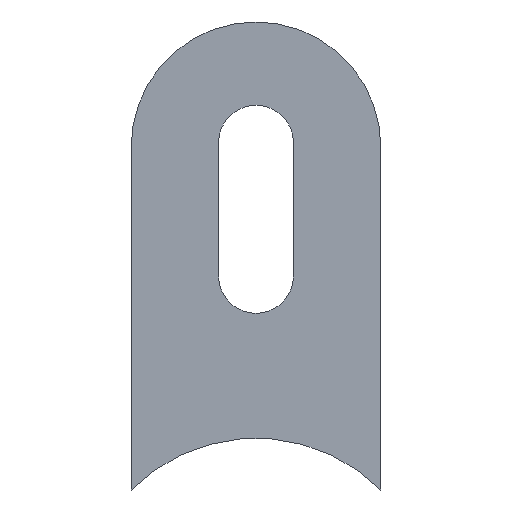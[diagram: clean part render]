
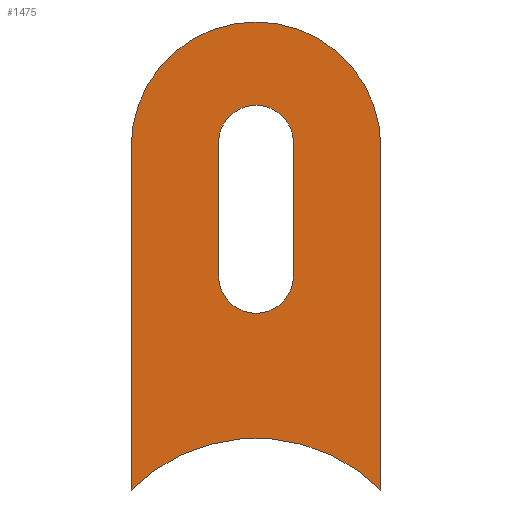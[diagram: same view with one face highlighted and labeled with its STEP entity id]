
A CAD part, left-side view. The second image highlights one B-rep face of the part: STEP entity #1475.
In plain terms, the highlighted planar face has unit normal (-1, 0, 0).
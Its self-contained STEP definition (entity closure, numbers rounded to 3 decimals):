
#95 = CARTESIAN_POINT ( 'NONE',  ( -3., -4.5, 35.5 ) ) ;
#184 = CARTESIAN_POINT ( 'NONE',  ( -3., 15., -6.219 ) ) ;
#419 = CARTESIAN_POINT ( 'NONE',  ( -3., 4.5, 35.5 ) ) ;
#505 = AXIS2_PLACEMENT_3D ( 'NONE', #3996, #5084, #6131 ) ;
#507 = VERTEX_POINT ( 'NONE', #2867 ) ;
#889 = CARTESIAN_POINT ( 'NONE',  ( -3., 0., -21.2 ) ) ;
#950 = DIRECTION ( 'NONE',  ( 0., 0., -1. ) ) ;
#1076 = CIRCLE ( 'NONE', #6336, 4.5 ) ;
#1148 = ORIENTED_EDGE ( 'NONE', *, *, #4006, .T. ) ;
#1378 = CARTESIAN_POINT ( 'NONE',  ( -3., 0., 19.5 ) ) ;
#1432 = CIRCLE ( 'NONE', #505, 15. ) ;
#1475 = ADVANCED_FACE ( 'NONE', ( #1616, #2677 ), #10307, .T. ) ;
#1477 = CARTESIAN_POINT ( 'NONE',  ( -3., 0., 35. ) ) ;
#1532 = VECTOR ( 'NONE', #8201, 1000. ) ;
#1616 = FACE_OUTER_BOUND ( 'NONE', #5745, .T. ) ;
#1673 = AXIS2_PLACEMENT_3D ( 'NONE', #1378, #7347, #5272 ) ;
#1687 = ORIENTED_EDGE ( 'NONE', *, *, #1734, .T. ) ;
#1734 = EDGE_CURVE ( 'NONE', #2646, #1763, #4502, .T. ) ;
#1763 = VERTEX_POINT ( 'NONE', #184 ) ;
#1875 = CARTESIAN_POINT ( 'NONE',  ( -3., -15., -6.219 ) ) ;
#1994 = DIRECTION ( 'NONE',  ( 1., 0., 0. ) ) ;
#2075 = CARTESIAN_POINT ( 'NONE',  ( -3., -15., 0. ) ) ;
#2101 = ORIENTED_EDGE ( 'NONE', *, *, #5179, .T. ) ;
#2519 = VERTEX_POINT ( 'NONE', #12357 ) ;
#2524 = VECTOR ( 'NONE', #12055, 1000. ) ;
#2646 = VERTEX_POINT ( 'NONE', #5896 ) ;
#2677 = FACE_BOUND ( 'NONE', #9515, .T. ) ;
#2867 = CARTESIAN_POINT ( 'NONE',  ( -3., -4.5, 19.5 ) ) ;
#3067 = VERTEX_POINT ( 'NONE', #4302 ) ;
#3996 = CARTESIAN_POINT ( 'NONE',  ( -3., 0., 35. ) ) ;
#4006 = EDGE_CURVE ( 'NONE', #2519, #11500, #7477, .T. ) ;
#4260 = CIRCLE ( 'NONE', #1673, 4.5 ) ;
#4302 = CARTESIAN_POINT ( 'NONE',  ( -3., 0., 15. ) ) ;
#4336 = ORIENTED_EDGE ( 'NONE', *, *, #11513, .T. ) ;
#4426 = EDGE_CURVE ( 'NONE', #11500, #8781, #7633, .T. ) ;
#4502 = LINE ( 'NONE', #11899, #9373 ) ;
#4818 = CIRCLE ( 'NONE', #11816, 15. ) ;
#4914 = EDGE_CURVE ( 'NONE', #3067, #2519, #1076, .T. ) ;
#5084 = DIRECTION ( 'NONE',  ( -1., 0., 0. ) ) ;
#5179 = EDGE_CURVE ( 'NONE', #1763, #7652, #11715, .T. ) ;
#5272 = DIRECTION ( 'NONE',  ( 0., 0., -1. ) ) ;
#5745 = EDGE_LOOP ( 'NONE', ( #2101, #9211, #4336, #9082, #1687 ) ) ;
#5754 = DIRECTION ( 'NONE',  ( 0., 0., -1. ) ) ;
#5896 = CARTESIAN_POINT ( 'NONE',  ( -3., 15., 35. ) ) ;
#5920 = AXIS2_PLACEMENT_3D ( 'NONE', #889, #11590, #5754 ) ;
#6078 = DIRECTION ( 'NONE',  ( 0., 0., -1. ) ) ;
#6131 = DIRECTION ( 'NONE',  ( 0., 0., 1. ) ) ;
#6303 = CARTESIAN_POINT ( 'NONE',  ( -3., 0., 35. ) ) ;
#6336 = AXIS2_PLACEMENT_3D ( 'NONE', #9608, #11533, #950 ) ;
#6539 = VERTEX_POINT ( 'NONE', #9618 ) ;
#6646 = VECTOR ( 'NONE', #6771, 1000. ) ;
#6771 = DIRECTION ( 'NONE',  ( 0., 0., 1. ) ) ;
#6842 = EDGE_CURVE ( 'NONE', #507, #3067, #4260, .T. ) ;
#7294 = ORIENTED_EDGE ( 'NONE', *, *, #4426, .T. ) ;
#7330 = ORIENTED_EDGE ( 'NONE', *, *, #10205, .T. ) ;
#7347 = DIRECTION ( 'NONE',  ( 1., 0., 0. ) ) ;
#7477 = LINE ( 'NONE', #419, #1532 ) ;
#7633 = CIRCLE ( 'NONE', #11852, 4.5 ) ;
#7652 = VERTEX_POINT ( 'NONE', #1875 ) ;
#7755 = CARTESIAN_POINT ( 'NONE',  ( -3., 4.5, 35.5 ) ) ;
#7828 = ORIENTED_EDGE ( 'NONE', *, *, #6842, .T. ) ;
#7849 = CARTESIAN_POINT ( 'NONE',  ( -3., 0., 35.5 ) ) ;
#8015 = ORIENTED_EDGE ( 'NONE', *, *, #4914, .T. ) ;
#8201 = DIRECTION ( 'NONE',  ( 0., 0., 1. ) ) ;
#8266 = DIRECTION ( 'NONE',  ( 0., 0., 1. ) ) ;
#8306 = DIRECTION ( 'NONE',  ( -1., 0., 0. ) ) ;
#8781 = VERTEX_POINT ( 'NONE', #95 ) ;
#8833 = DIRECTION ( 'NONE',  ( 0., 0., -1. ) ) ;
#9082 = ORIENTED_EDGE ( 'NONE', *, *, #11666, .T. ) ;
#9211 = ORIENTED_EDGE ( 'NONE', *, *, #9660, .T. ) ;
#9328 = DIRECTION ( 'NONE',  ( 0., 0., 1. ) ) ;
#9373 = VECTOR ( 'NONE', #6078, 1000. ) ;
#9515 = EDGE_LOOP ( 'NONE', ( #7294, #7330, #7828, #8015, #1148 ) ) ;
#9552 = LINE ( 'NONE', #11082, #2524 ) ;
#9608 = CARTESIAN_POINT ( 'NONE',  ( -3., 0., 19.5 ) ) ;
#9618 = CARTESIAN_POINT ( 'NONE',  ( -3., -15., 35. ) ) ;
#9660 = EDGE_CURVE ( 'NONE', #7652, #6539, #10309, .T. ) ;
#9944 = CARTESIAN_POINT ( 'NONE',  ( -3., 0., 50. ) ) ;
#10140 = DIRECTION ( 'NONE',  ( -1., 0., 0. ) ) ;
#10205 = EDGE_CURVE ( 'NONE', #8781, #507, #9552, .T. ) ;
#10307 = PLANE ( 'NONE',  #10944 ) ;
#10309 = LINE ( 'NONE', #2075, #6646 ) ;
#10425 = VERTEX_POINT ( 'NONE', #9944 ) ;
#10944 = AXIS2_PLACEMENT_3D ( 'NONE', #1477, #8306, #9328 ) ;
#11082 = CARTESIAN_POINT ( 'NONE',  ( -3., -4.5, 35.5 ) ) ;
#11500 = VERTEX_POINT ( 'NONE', #7755 ) ;
#11513 = EDGE_CURVE ( 'NONE', #6539, #10425, #1432, .T. ) ;
#11533 = DIRECTION ( 'NONE',  ( 1., 0., 0. ) ) ;
#11590 = DIRECTION ( 'NONE',  ( 1., 0., 0. ) ) ;
#11666 = EDGE_CURVE ( 'NONE', #10425, #2646, #4818, .T. ) ;
#11715 = CIRCLE ( 'NONE', #5920, 21.2 ) ;
#11816 = AXIS2_PLACEMENT_3D ( 'NONE', #6303, #10140, #8266 ) ;
#11852 = AXIS2_PLACEMENT_3D ( 'NONE', #7849, #1994, #8833 ) ;
#11899 = CARTESIAN_POINT ( 'NONE',  ( -3., 15., 35. ) ) ;
#12055 = DIRECTION ( 'NONE',  ( 0., 0., -1. ) ) ;
#12357 = CARTESIAN_POINT ( 'NONE',  ( -3., 4.5, 19.5 ) ) ;
